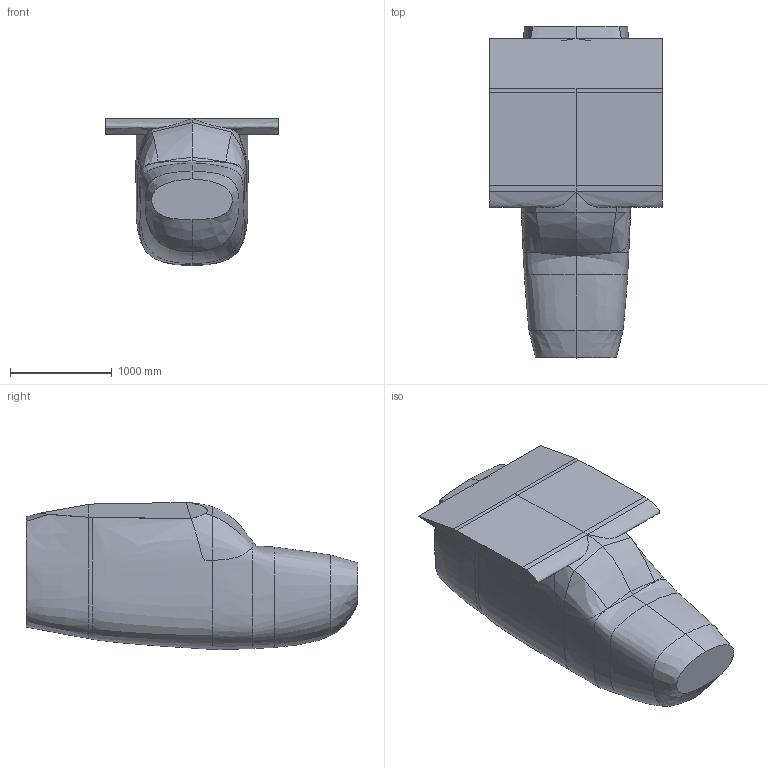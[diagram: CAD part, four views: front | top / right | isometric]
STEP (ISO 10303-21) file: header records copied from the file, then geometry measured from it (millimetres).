
FILE_DESCRIPTION(/* description */ (''),/* implementation_level */ '2;1');
FILE_NAME(/* name */ '0-1 V5 Form Shell Assembly_v47.step',/* time_stamp */ '2021-07-04T12:18:09-06:00',/* author */ (''),/* organization */ (''),/* preprocessor_version */ 'ST-DEVELOPER v18.1',/* originating_system */ 'Autodesk Translation Framework v10.9.0.1377',/* authorisation */ '');
FILE_SCHEMA (('AUTOMOTIVE_DESIGN { 1 0 10303 214 3 1 1 }'));
Length unit declared in the file: inch
Products named in the file (2): 0-1 V5 Form Shell Assembly; 0-1 CANVAS for Reference
Assembly tree (1 placements, depth 2):
  0-1 V5 Form Shell Assembly
    0-1 CANVAS for Reference
Bounding box: 1695.35 x 3255.01 x 1443.37 mm (x, y, z)
Volume: 3828418552.1 mm3; surface area: 30059053.5 mm2
Topology: 8 solids, 8 shells, 68 faces, 162 edges, 110 vertices
Faces by surface type: bspline 45, plane 23
Entity records: 11552 total; most frequent: CARTESIAN_POINT 10397, ORIENTED_EDGE 324, EDGE_CURVE 162, VERTEX_POINT 110, B_SPLINE_CURVE_WITH_KNOTS 80, DIRECTION 75, FACE_OUTER_BOUND 68, EDGE_LOOP 68
